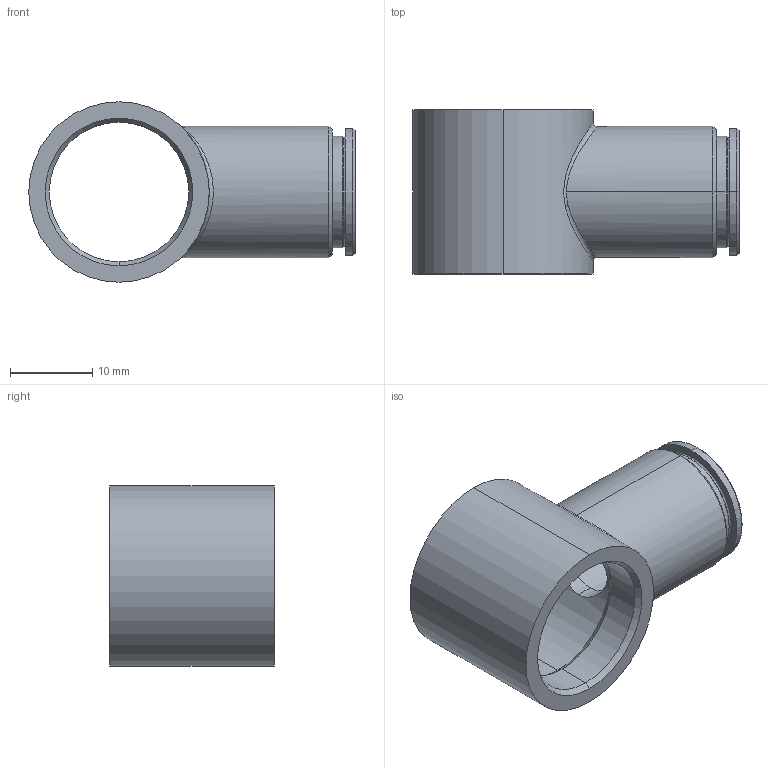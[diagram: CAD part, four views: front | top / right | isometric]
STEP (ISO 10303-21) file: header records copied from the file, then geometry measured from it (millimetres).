
FILE_DESCRIPTION (( 'STEP AP203' ), '1' );
FILE_NAME ('X0250053.STEP', '2011-11-08T10:18:04', ( '' ), ( 'sopra-pneumatic' ), 'SwSTEP 2.0', 'SolidWorks 2011', '' );
FILE_SCHEMA (( 'CONFIG_CONTROL_DESIGN' ));
Length unit declared in the file: millimetre
Products named in the file (1): X0250053
Bounding box: 39.8 x 20 x 22 mm (x, y, z)
Volume: 4825.5 mm3; surface area: 4291.7 mm2
Topology: 1 solids, 1 shells, 45 faces, 98 edges, 58 vertices
Faces by surface type: cylinder 18, cone 16, plane 5, torus 4, bspline 2
Entity records: 1843 total; most frequent: CARTESIAN_POINT 752, DIRECTION 234, ORIENTED_EDGE 196, AXIS2_PLACEMENT_3D 100, EDGE_CURVE 98, VERTEX_POINT 58, CIRCLE 56, EDGE_LOOP 52
